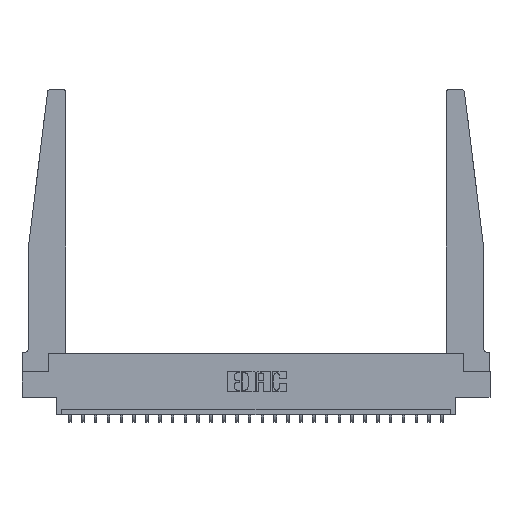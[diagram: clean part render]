
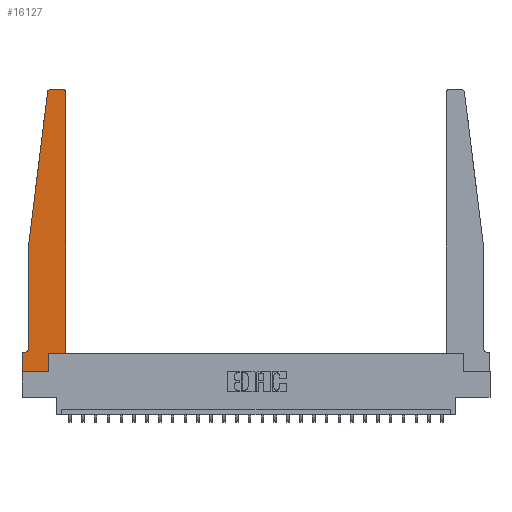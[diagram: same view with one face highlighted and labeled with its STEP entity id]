
A CAD part, top view. The second image highlights one B-rep face of the part: STEP entity #16127.
In plain terms, the highlighted planar face has unit normal (0, 0, 1).
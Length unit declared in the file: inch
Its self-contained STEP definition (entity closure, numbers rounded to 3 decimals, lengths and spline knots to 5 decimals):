
#351 = CARTESIAN_POINT ( 'NONE',  ( 0.425, 2.72, 0.37 ) ) ;
#1273 = DIRECTION ( 'NONE',  ( 0., 0., 1. ) ) ;
#1334 = CARTESIAN_POINT ( 'NONE',  ( 0.27653, 2.75, 0.37 ) ) ;
#1591 = ORIENTED_EDGE ( 'NONE', *, *, #21731, .T. ) ;
#1900 = ORIENTED_EDGE ( 'NONE', *, *, #6843, .T. ) ;
#2237 = ORIENTED_EDGE ( 'NONE', *, *, #4271, .T. ) ;
#2489 = VECTOR ( 'NONE', #3777, 39.37008 ) ;
#2553 = LINE ( 'NONE', #24629, #22910 ) ;
#2601 = EDGE_LOOP ( 'NONE', ( #1591, #18997, #3547, #2237, #5016, #20535, #7791, #18441, #16840, #17346, #1900, #25238 ) ) ;
#2646 = VECTOR ( 'NONE', #20954, 39.37008 ) ;
#2834 = CARTESIAN_POINT ( 'NONE',  ( 0.25, 2.75, 0.37 ) ) ;
#3089 = CARTESIAN_POINT ( 'NONE',  ( 0.065, 1.25, 0.37 ) ) ;
#3292 = CARTESIAN_POINT ( 'NONE',  ( 0.065, 0.1875, 0.37 ) ) ;
#3547 = ORIENTED_EDGE ( 'NONE', *, *, #22203, .T. ) ;
#3609 = EDGE_CURVE ( 'NONE', #22755, #3887, #10470, .T. ) ;
#3644 = VERTEX_POINT ( 'NONE', #18384 ) ;
#3652 = VERTEX_POINT ( 'NONE', #351 ) ;
#3671 = EDGE_CURVE ( 'NONE', #3644, #9727, #2553, .T. ) ;
#3682 = CARTESIAN_POINT ( 'NONE',  ( 0.065, 0.2375, 0.37 ) ) ;
#3687 = LINE ( 'NONE', #19532, #17399 ) ;
#3743 = CIRCLE ( 'NONE', #7908, 0.03 ) ;
#3777 = DIRECTION ( 'NONE',  ( 0., -1., 0. ) ) ;
#3887 = VERTEX_POINT ( 'NONE', #6962 ) ;
#3889 = CARTESIAN_POINT ( 'NONE',  ( 0.015, 0.2375, 0.37 ) ) ;
#4271 = EDGE_CURVE ( 'NONE', #24578, #23903, #21047, .T. ) ;
#4332 = FACE_OUTER_BOUND ( 'NONE', #2601, .T. ) ;
#5016 = ORIENTED_EDGE ( 'NONE', *, *, #11236, .T. ) ;
#5348 = VERTEX_POINT ( 'NONE', #6299 ) ;
#6220 = DIRECTION ( 'NONE',  ( 1., 0., 0. ) ) ;
#6299 = CARTESIAN_POINT ( 'NONE',  ( 0.24675, 2.72367, 0.37 ) ) ;
#6554 = VECTOR ( 'NONE', #21070, 39.37008 ) ;
#6708 = VECTOR ( 'NONE', #8521, 39.37008 ) ;
#6843 = EDGE_CURVE ( 'NONE', #17137, #3652, #3687, .T. ) ;
#6962 = CARTESIAN_POINT ( 'NONE',  ( 0., 0., 0.37 ) ) ;
#7277 = CARTESIAN_POINT ( 'NONE',  ( 0.015, 0.1875, 0.37 ) ) ;
#7412 = DIRECTION ( 'NONE',  ( 0., 0., -1. ) ) ;
#7791 = ORIENTED_EDGE ( 'NONE', *, *, #3609, .T. ) ;
#7908 = AXIS2_PLACEMENT_3D ( 'NONE', #11123, #1273, #9186 ) ;
#8175 = CARTESIAN_POINT ( 'NONE',  ( 0.425, 0.18, 0.37 ) ) ;
#8400 = CARTESIAN_POINT ( 'NONE',  ( 0., 0., 0.37 ) ) ;
#8424 = VERTEX_POINT ( 'NONE', #7277 ) ;
#8521 = DIRECTION ( 'NONE',  ( 0., -1., 0. ) ) ;
#9186 = DIRECTION ( 'NONE',  ( 1., 0., 0. ) ) ;
#9666 = DIRECTION ( 'NONE',  ( 0., 1., 0. ) ) ;
#9727 = VERTEX_POINT ( 'NONE', #20000 ) ;
#9790 = DIRECTION ( 'NONE',  ( 1., 0., 0. ) ) ;
#9799 = CIRCLE ( 'NONE', #24319, 0.03 ) ;
#10208 = DIRECTION ( 'NONE',  ( 0., 1., 0. ) ) ;
#10470 = LINE ( 'NONE', #8400, #6708 ) ;
#10628 = AXIS2_PLACEMENT_3D ( 'NONE', #3889, #7412, #19347 ) ;
#11123 = CARTESIAN_POINT ( 'NONE',  ( 0.27653, 2.72, 0.37 ) ) ;
#11236 = EDGE_CURVE ( 'NONE', #23903, #8424, #21832, .T. ) ;
#11385 = EDGE_CURVE ( 'NONE', #3652, #22842, #9799, .T. ) ;
#12052 = CARTESIAN_POINT ( 'NONE',  ( 0., 0.1875, 0.37 ) ) ;
#12361 = EDGE_CURVE ( 'NONE', #8424, #22755, #23043, .T. ) ;
#12735 = DIRECTION ( 'NONE',  ( 1., 0., 0. ) ) ;
#13154 = LINE ( 'NONE', #19130, #2646 ) ;
#13256 = CARTESIAN_POINT ( 'NONE',  ( 0., 0., 0.37 ) ) ;
#13560 = CARTESIAN_POINT ( 'NONE',  ( 0.425, 0.18, 0.37 ) ) ;
#13629 = CARTESIAN_POINT ( 'NONE',  ( 0.065, 1.25, 0.37 ) ) ;
#13678 = PLANE ( 'NONE',  #21949 ) ;
#13809 = DIRECTION ( 'NONE',  ( 0., 0., 1. ) ) ;
#14140 = VECTOR ( 'NONE', #6220, 39.37008 ) ;
#14633 = LINE ( 'NONE', #8175, #14140 ) ;
#15617 = EDGE_CURVE ( 'NONE', #22682, #5348, #3743, .T. ) ;
#16077 = DIRECTION ( 'NONE',  ( -1., 0., 0. ) ) ;
#16127 = ADVANCED_FACE ( 'NONE', ( #4332 ), #13678, .T. ) ;
#16591 = LINE ( 'NONE', #2834, #18376 ) ;
#16840 = ORIENTED_EDGE ( 'NONE', *, *, #3671, .T. ) ;
#17137 = VERTEX_POINT ( 'NONE', #13560 ) ;
#17346 = ORIENTED_EDGE ( 'NONE', *, *, #19621, .T. ) ;
#17399 = VECTOR ( 'NONE', #9666, 39.37008 ) ;
#17904 = DIRECTION ( 'NONE',  ( 0., 0., 1. ) ) ;
#18376 = VECTOR ( 'NONE', #16077, 39.37008 ) ;
#18384 = CARTESIAN_POINT ( 'NONE',  ( 0.2605, 0., 0.37 ) ) ;
#18441 = ORIENTED_EDGE ( 'NONE', *, *, #25016, .T. ) ;
#18997 = ORIENTED_EDGE ( 'NONE', *, *, #15617, .T. ) ;
#19130 = CARTESIAN_POINT ( 'NONE',  ( 0.065, 1.25, 0.37 ) ) ;
#19347 = DIRECTION ( 'NONE',  ( -1., 0., 0. ) ) ;
#19532 = CARTESIAN_POINT ( 'NONE',  ( 0.425, 0.18, 0.37 ) ) ;
#19621 = EDGE_CURVE ( 'NONE', #9727, #17137, #14633, .T. ) ;
#20000 = CARTESIAN_POINT ( 'NONE',  ( 0.2605, 0.18, 0.37 ) ) ;
#20384 = VECTOR ( 'NONE', #12735, 39.37008 ) ;
#20535 = ORIENTED_EDGE ( 'NONE', *, *, #12361, .T. ) ;
#20954 = DIRECTION ( 'NONE',  ( -0.122, -0.992, 0. ) ) ;
#21047 = LINE ( 'NONE', #13629, #2489 ) ;
#21070 = DIRECTION ( 'NONE',  ( -1., 0., 0. ) ) ;
#21607 = CARTESIAN_POINT ( 'NONE',  ( 0., 0.1875, 0.37 ) ) ;
#21731 = EDGE_CURVE ( 'NONE', #22842, #22682, #16591, .T. ) ;
#21832 = CIRCLE ( 'NONE', #10628, 0.05 ) ;
#21913 = DIRECTION ( 'NONE',  ( 1., 0., 0. ) ) ;
#21949 = AXIS2_PLACEMENT_3D ( 'NONE', #21607, #13809, #9790 ) ;
#22203 = EDGE_CURVE ( 'NONE', #5348, #24578, #13154, .T. ) ;
#22296 = CARTESIAN_POINT ( 'NONE',  ( 0.395, 2.72, 0.37 ) ) ;
#22682 = VERTEX_POINT ( 'NONE', #1334 ) ;
#22755 = VERTEX_POINT ( 'NONE', #12052 ) ;
#22842 = VERTEX_POINT ( 'NONE', #24392 ) ;
#22910 = VECTOR ( 'NONE', #10208, 39.37008 ) ;
#23043 = LINE ( 'NONE', #3292, #6554 ) ;
#23143 = LINE ( 'NONE', #13256, #20384 ) ;
#23903 = VERTEX_POINT ( 'NONE', #3682 ) ;
#24319 = AXIS2_PLACEMENT_3D ( 'NONE', #22296, #17904, #21913 ) ;
#24392 = CARTESIAN_POINT ( 'NONE',  ( 0.395, 2.75, 0.37 ) ) ;
#24578 = VERTEX_POINT ( 'NONE', #3089 ) ;
#24629 = CARTESIAN_POINT ( 'NONE',  ( 0.2605, 0.18, 0.37 ) ) ;
#25016 = EDGE_CURVE ( 'NONE', #3887, #3644, #23143, .T. ) ;
#25238 = ORIENTED_EDGE ( 'NONE', *, *, #11385, .T. ) ;
